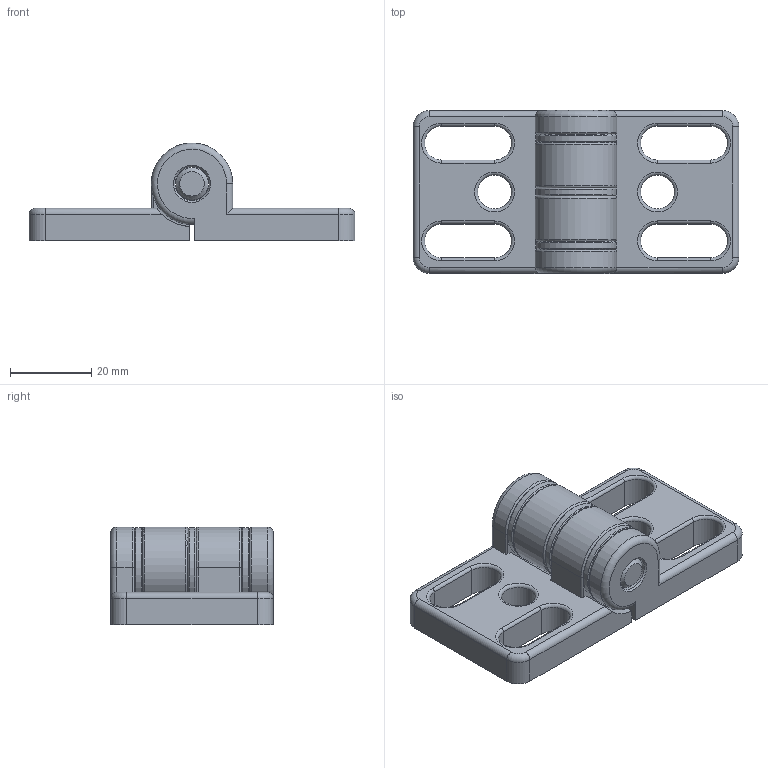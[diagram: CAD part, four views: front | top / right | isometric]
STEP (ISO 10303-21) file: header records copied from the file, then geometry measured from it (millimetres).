
FILE_DESCRIPTION(('FreeCAD Model'),'2;1');
FILE_NAME('Open CASCADE Shape Model','2024-04-03T11:10:02',(''),(''), 'Open CASCADE STEP processor 7.6','FreeCAD','Unknown');
FILE_SCHEMA(('AUTOMOTIVE_DESIGN { 1 0 10303 214 1 1 1 1 }'));
Length unit declared in the file: millimetre
Products named in the file (5): STI8-CHZN; _095300_1; _095300_washer; _095300_pin; _095300_2
Assembly tree (6 placements, depth 2):
  STI8-CHZN
    _095300_1
    _095300_washer  x3
    _095300_pin
    _095300_2
Bounding box: 80 x 40 x 23.99 mm (x, y, z)
Volume: 29117.8 mm3; surface area: 16459.2 mm2
Topology: 6 solids, 6 shells, 151 faces, 359 edges, 224 vertices
Faces by surface type: cylinder 58, plane 58, torus 25, cone 10
Full cylindrical faces by diameter (mm): 8 x4, 8.2 x3, 8.3 x6, 19.8 x3
Entity records: 9170 total; most frequent: CARTESIAN_POINT 2001, DIRECTION 1383, LINE 754, VECTOR 754, ORIENTED_EDGE 678, PCURVE 678, DEFINITIONAL_REPRESENTATION 678, EDGE_CURVE 339
